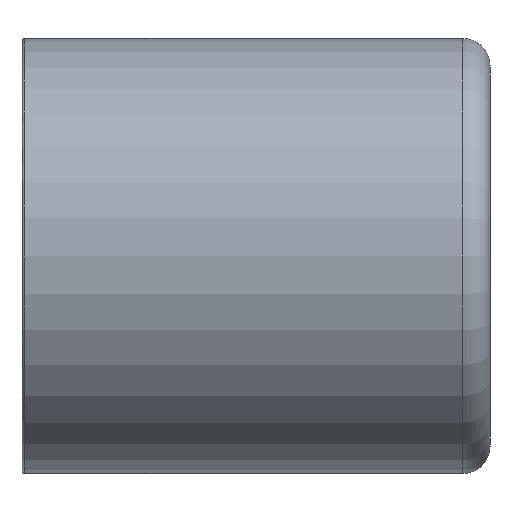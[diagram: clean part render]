
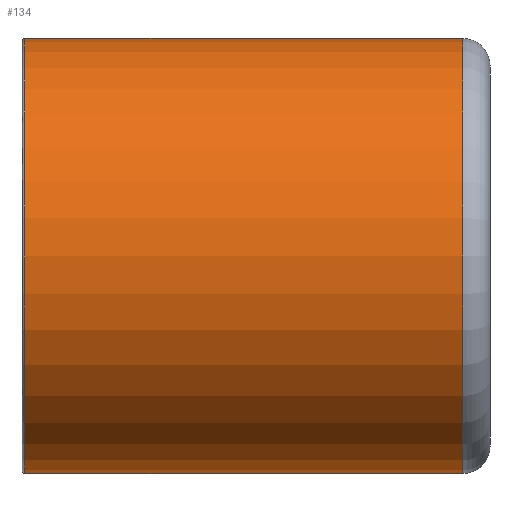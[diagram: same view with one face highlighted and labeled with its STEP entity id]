
A CAD part, left-side view. The second image highlights one B-rep face of the part: STEP entity #134.
In plain terms, the highlighted cylindrical face has radius 39.8 mm (diameter 79.6 mm), a full revolution.
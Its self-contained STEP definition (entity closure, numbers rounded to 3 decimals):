
#16=LINE('',#258,#18);
#18=VECTOR('',#211,39.8);
#20=CYLINDRICAL_SURFACE('',#167,39.8);
#29=FACE_OUTER_BOUND('',#39,.T.);
#39=EDGE_LOOP('',(#108,#109,#110,#111,#112,#113));
#51=CIRCLE('',#164,39.8);
#53=CIRCLE('',#166,39.8);
#54=CIRCLE('',#168,39.8);
#55=CIRCLE('',#169,39.8);
#66=VERTEX_POINT('',#251);
#67=VERTEX_POINT('',#252);
#68=VERTEX_POINT('',#257);
#69=VERTEX_POINT('',#259);
#80=EDGE_CURVE('',#66,#67,#51,.T.);
#82=EDGE_CURVE('',#67,#66,#53,.T.);
#83=EDGE_CURVE('',#66,#68,#16,.T.);
#84=EDGE_CURVE('',#69,#68,#54,.T.);
#85=EDGE_CURVE('',#68,#69,#55,.T.);
#108=ORIENTED_EDGE('',*,*,#80,.F.);
#109=ORIENTED_EDGE('',*,*,#83,.T.);
#110=ORIENTED_EDGE('',*,*,#84,.F.);
#111=ORIENTED_EDGE('',*,*,#85,.F.);
#112=ORIENTED_EDGE('',*,*,#83,.F.);
#113=ORIENTED_EDGE('',*,*,#82,.F.);
#134=ADVANCED_FACE('',(#29),#20,.T.);
#164=AXIS2_PLACEMENT_3D('',#253,#203,#204);
#166=AXIS2_PLACEMENT_3D('',#255,#207,#208);
#167=AXIS2_PLACEMENT_3D('',#256,#209,#210);
#168=AXIS2_PLACEMENT_3D('',#260,#212,#213);
#169=AXIS2_PLACEMENT_3D('',#261,#214,#215);
#203=DIRECTION('center_axis',(0.,1.,0.));
#204=DIRECTION('ref_axis',(1.,0.,0.));
#207=DIRECTION('center_axis',(0.,1.,0.));
#208=DIRECTION('ref_axis',(1.,0.,0.));
#209=DIRECTION('center_axis',(0.,1.,0.));
#210=DIRECTION('ref_axis',(1.,0.,0.));
#211=DIRECTION('',(0.,-1.,0.));
#212=DIRECTION('center_axis',(0.,-1.,0.));
#213=DIRECTION('ref_axis',(1.,0.,0.));
#214=DIRECTION('center_axis',(0.,-1.,0.));
#215=DIRECTION('ref_axis',(1.,0.,0.));
#251=CARTESIAN_POINT('',(100.12,-38.973,-68.286));
#252=CARTESIAN_POINT('',(139.92,-38.973,-28.486));
#253=CARTESIAN_POINT('Origin',(139.92,-38.973,-68.286));
#255=CARTESIAN_POINT('Origin',(139.92,-38.973,-68.286));
#256=CARTESIAN_POINT('Origin',(139.92,-124.073,-68.286));
#257=CARTESIAN_POINT('',(100.12,-119.073,-68.286));
#258=CARTESIAN_POINT('',(100.12,-124.073,-68.286));
#259=CARTESIAN_POINT('',(139.92,-119.073,-28.486));
#260=CARTESIAN_POINT('Origin',(139.92,-119.073,-68.286));
#261=CARTESIAN_POINT('Origin',(139.92,-119.073,-68.286));
